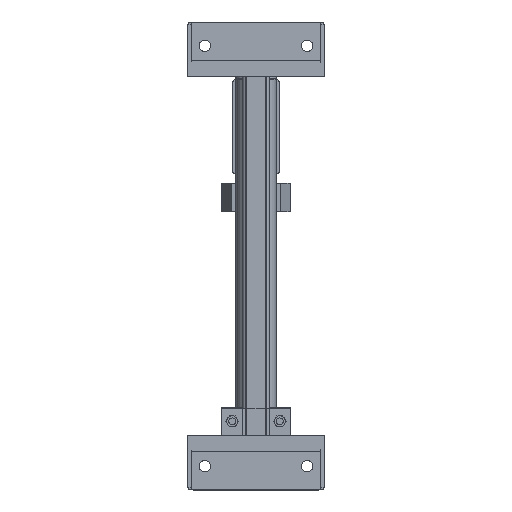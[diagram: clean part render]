
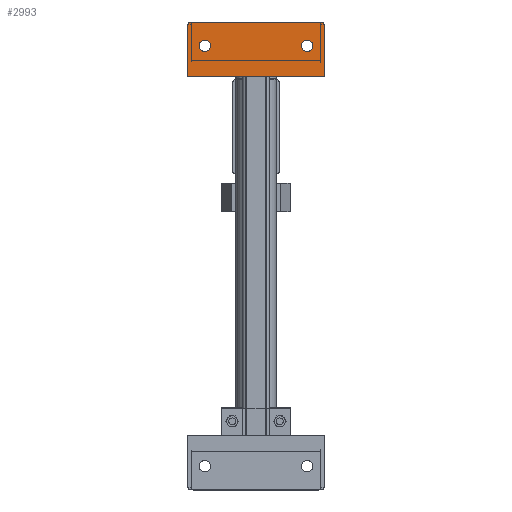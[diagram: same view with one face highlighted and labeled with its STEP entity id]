
A CAD part, left-side view. The second image highlights one B-rep face of the part: STEP entity #2993.
In plain terms, the highlighted face is planar.
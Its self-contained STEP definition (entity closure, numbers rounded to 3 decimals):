
#2993=ADVANCED_FACE('',(#5330,#5331,#5332),#5333,.T.);
#5330=FACE_BOUND('',#11117,.T.);
#5331=FACE_BOUND('',#11118,.T.);
#5332=FACE_OUTER_BOUND('',#11119,.T.);
#5333=PLANE('',#11120);
#11117=EDGE_LOOP('',(#17137));
#11118=EDGE_LOOP('',(#17138));
#11119=EDGE_LOOP('',(#17139,#17140,#17141,#17142,#17143,#17144));
#11120=AXIS2_PLACEMENT_3D('',#17145,#17146,#17147);
#17137=ORIENTED_EDGE('',*,*,#20375,.F.);
#17138=ORIENTED_EDGE('',*,*,#19279,.F.);
#17139=ORIENTED_EDGE('',*,*,#20376,.T.);
#17140=ORIENTED_EDGE('',*,*,#20226,.F.);
#17141=ORIENTED_EDGE('',*,*,#19606,.T.);
#17142=ORIENTED_EDGE('',*,*,#20377,.F.);
#17143=ORIENTED_EDGE('',*,*,#20286,.F.);
#17144=ORIENTED_EDGE('',*,*,#20378,.T.);
#17145=CARTESIAN_POINT('',(-4891.835,10695.211,4664.048));
#17146=DIRECTION('',(0.,-1.,0.));
#17147=DIRECTION('',(1.,0.,0.));
#19279=EDGE_CURVE('',#21246,#21246,#21247,.T.);
#19606=EDGE_CURVE('',#21776,#21777,#21778,.T.);
#20226=EDGE_CURVE('',#21776,#22683,#22687,.T.);
#20286=EDGE_CURVE('',#22769,#22771,#22772,.T.);
#20375=EDGE_CURVE('',#22890,#22890,#22891,.T.);
#20376=EDGE_CURVE('',#22892,#22683,#22893,.T.);
#20377=EDGE_CURVE('',#22771,#21777,#22894,.T.);
#20378=EDGE_CURVE('',#22769,#22892,#22895,.T.);
#21246=VERTEX_POINT('',#24760);
#21247=CIRCLE('',#24761,8.5);
#21776=VERTEX_POINT('',#25949);
#21777=VERTEX_POINT('',#25950);
#21778=ELLIPSE('',#25951,3.226,3.);
#22683=VERTEX_POINT('',#29215);
#22687=LINE('',#29221,#29222);
#22769=VERTEX_POINT('',#29370);
#22771=VERTEX_POINT('',#29373);
#22772=LINE('',#29374,#29375);
#22890=VERTEX_POINT('',#29591);
#22891=CIRCLE('',#29592,8.5);
#22892=VERTEX_POINT('',#29593);
#22893=ELLIPSE('',#29594,3.226,3.);
#22894=LINE('',#29595,#29596);
#22895=LINE('',#29597,#29598);
#24760=CARTESIAN_POINT('',(-4808.335,10695.211,4619.048));
#24761=AXIS2_PLACEMENT_3D('',#31053,#31054,#31055);
#25949=CARTESIAN_POINT('',(-4795.061,10695.211,4584.048));
#25950=CARTESIAN_POINT('',(-4791.835,10695.211,4587.048));
#25951=AXIS2_PLACEMENT_3D('',#31411,#31412,#31413);
#29215=CARTESIAN_POINT('',(-4988.608,10695.211,4584.048));
#29221=CARTESIAN_POINT('',(-4991.835,10695.211,4584.048));
#29222=VECTOR('',#31993,1.);
#29370=CARTESIAN_POINT('',(-4991.835,10695.211,4664.048));
#29373=CARTESIAN_POINT('',(-4791.835,10695.211,4664.048));
#29374=CARTESIAN_POINT('',(-4991.835,10695.211,4664.048));
#29375=VECTOR('',#32058,1.);
#29591=CARTESIAN_POINT('',(-4958.335,10695.211,4619.048));
#29592=AXIS2_PLACEMENT_3D('',#32151,#32152,#32153);
#29593=CARTESIAN_POINT('',(-4991.835,10695.211,4587.048));
#29594=AXIS2_PLACEMENT_3D('',#32154,#32155,#32156);
#29595=CARTESIAN_POINT('',(-4791.835,10695.211,4664.048));
#29596=VECTOR('',#32157,1.);
#29597=CARTESIAN_POINT('',(-4991.835,10695.211,4664.048));
#29598=VECTOR('',#32158,1.);
#31053=CARTESIAN_POINT('',(-4816.835,10695.211,4619.048));
#31054=DIRECTION('',(0.,-1.,0.));
#31055=DIRECTION('',(1.,0.,0.));
#31411=CARTESIAN_POINT('',(-4795.061,10695.211,4587.048));
#31412=DIRECTION('',(0.,-1.,0.));
#31413=DIRECTION('',(1.,0.,0.));
#31993=DIRECTION('',(-1.,0.,0.));
#32058=DIRECTION('',(1.,0.,0.));
#32151=CARTESIAN_POINT('',(-4966.835,10695.211,4619.048));
#32152=DIRECTION('',(0.,-1.,0.));
#32153=DIRECTION('',(1.,0.,0.));
#32154=CARTESIAN_POINT('',(-4988.608,10695.211,4587.048));
#32155=DIRECTION('',(0.,-1.,0.));
#32156=DIRECTION('',(-1.,0.,0.));
#32157=DIRECTION('',(0.,0.,-1.));
#32158=DIRECTION('',(0.,0.,-1.));
